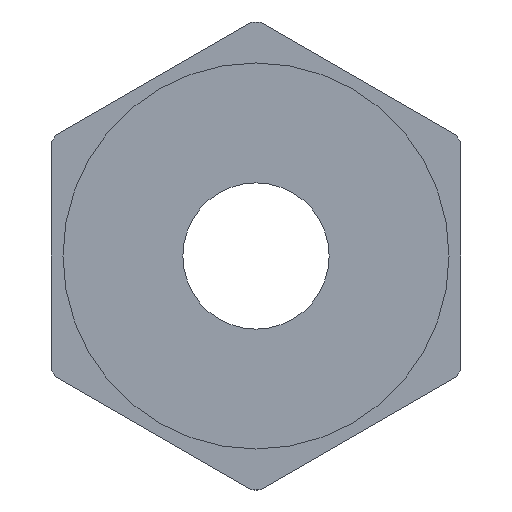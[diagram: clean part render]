
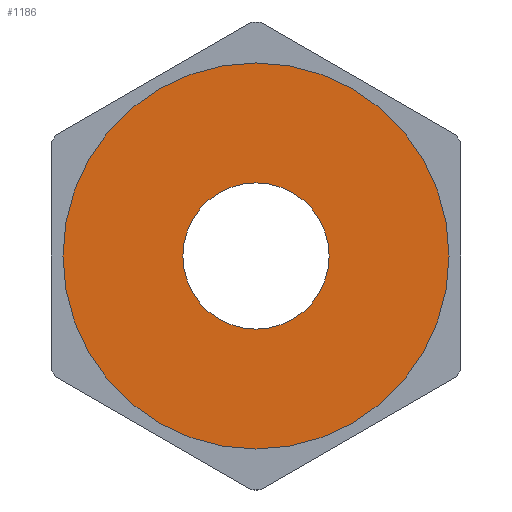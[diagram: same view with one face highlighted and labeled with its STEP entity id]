
A CAD part, left-side view. The second image highlights one B-rep face of the part: STEP entity #1186.
In plain terms, the highlighted planar face has unit normal (-1, 0, 0).
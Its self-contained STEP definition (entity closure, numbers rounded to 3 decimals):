
#23 = VERTEX_POINT ( 'NONE', #77 ) ;
#48 = AXIS2_PLACEMENT_3D ( 'NONE', #166, #351, #353 ) ;
#50 = VERTEX_POINT ( 'NONE', #312 ) ;
#77 = CARTESIAN_POINT ( 'NONE',  ( 0., 0., 2.5 ) ) ;
#124 = AXIS2_PLACEMENT_3D ( 'NONE', #298, #962, #1048 ) ;
#158 = CIRCLE ( 'NONE', #170, 2.5 ) ;
#166 = CARTESIAN_POINT ( 'NONE',  ( 0., 0., 0. ) ) ;
#170 = AXIS2_PLACEMENT_3D ( 'NONE', #570, #453, #460 ) ;
#176 = DIRECTION ( 'NONE',  ( 0., 0., 1. ) ) ;
#214 = AXIS2_PLACEMENT_3D ( 'NONE', #633, #1005, #176 ) ;
#232 = EDGE_CURVE ( 'NONE', #1060, #258, #840, .T. ) ;
#256 = DIRECTION ( 'NONE',  ( -1., 0., 0. ) ) ;
#258 = VERTEX_POINT ( 'NONE', #347 ) ;
#263 = EDGE_CURVE ( 'NONE', #23, #50, #1209, .T. ) ;
#295 = ORIENTED_EDGE ( 'NONE', *, *, #263, .F. ) ;
#298 = CARTESIAN_POINT ( 'NONE',  ( 0., 2.5, 0. ) ) ;
#303 = PLANE ( 'NONE',  #124 ) ;
#310 = EDGE_CURVE ( 'NONE', #258, #1060, #1097, .T. ) ;
#312 = CARTESIAN_POINT ( 'NONE',  ( 0., 0., -2.5 ) ) ;
#346 = EDGE_LOOP ( 'NONE', ( #1182, #982 ) ) ;
#347 = CARTESIAN_POINT ( 'NONE',  ( 0., 0., 6.6 ) ) ;
#351 = DIRECTION ( 'NONE',  ( -1., 0., 0. ) ) ;
#353 = DIRECTION ( 'NONE',  ( 0., 0., 1. ) ) ;
#373 = EDGE_CURVE ( 'NONE', #50, #23, #158, .T. ) ;
#453 = DIRECTION ( 'NONE',  ( -1., 0., 0. ) ) ;
#460 = DIRECTION ( 'NONE',  ( 0., 0., 1. ) ) ;
#570 = CARTESIAN_POINT ( 'NONE',  ( 0., 0., 0. ) ) ;
#597 = FACE_OUTER_BOUND ( 'NONE', #346, .T. ) ;
#633 = CARTESIAN_POINT ( 'NONE',  ( 0., 0., 0. ) ) ;
#641 = EDGE_LOOP ( 'NONE', ( #295, #905 ) ) ;
#731 = DIRECTION ( 'NONE',  ( 0., 0., 1. ) ) ;
#839 = CARTESIAN_POINT ( 'NONE',  ( 0., 0., 0. ) ) ;
#840 = CIRCLE ( 'NONE', #214, 6.6 ) ;
#858 = FACE_BOUND ( 'NONE', #641, .T. ) ;
#883 = CARTESIAN_POINT ( 'NONE',  ( 0., 0., -6.6 ) ) ;
#905 = ORIENTED_EDGE ( 'NONE', *, *, #373, .F. ) ;
#936 = AXIS2_PLACEMENT_3D ( 'NONE', #839, #256, #731 ) ;
#962 = DIRECTION ( 'NONE',  ( 1., 0., 0. ) ) ;
#982 = ORIENTED_EDGE ( 'NONE', *, *, #232, .T. ) ;
#1005 = DIRECTION ( 'NONE',  ( -1., 0., 0. ) ) ;
#1048 = DIRECTION ( 'NONE',  ( 0., 0., -1. ) ) ;
#1060 = VERTEX_POINT ( 'NONE', #883 ) ;
#1097 = CIRCLE ( 'NONE', #48, 6.6 ) ;
#1182 = ORIENTED_EDGE ( 'NONE', *, *, #310, .T. ) ;
#1186 = ADVANCED_FACE ( 'NONE', ( #858, #597 ), #303, .F. ) ;
#1209 = CIRCLE ( 'NONE', #936, 2.5 ) ;
